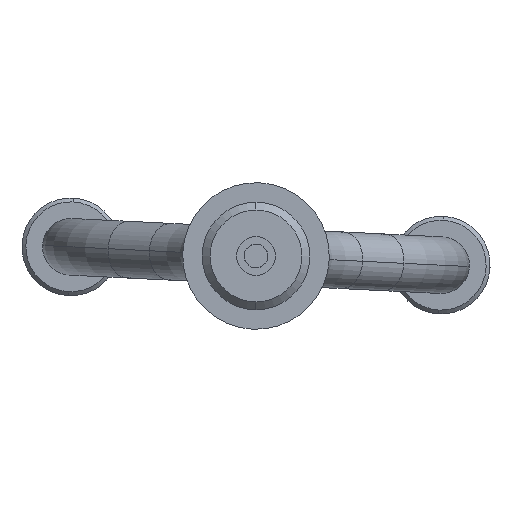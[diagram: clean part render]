
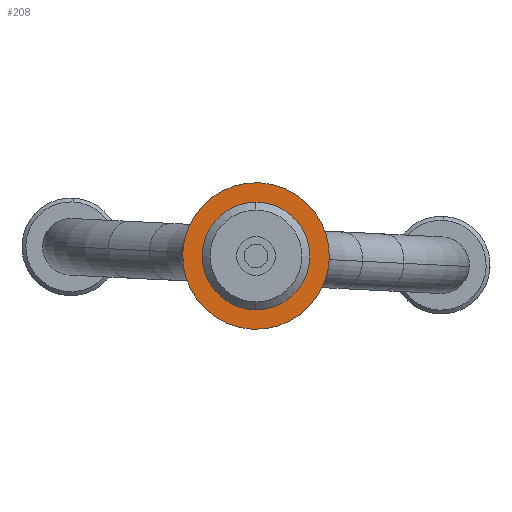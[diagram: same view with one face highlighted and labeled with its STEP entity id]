
A CAD part, left-side view. The second image highlights one B-rep face of the part: STEP entity #208.
In plain terms, the highlighted planar face has unit normal (-1, 0, 0).
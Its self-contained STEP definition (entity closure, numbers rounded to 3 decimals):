
#111 = CARTESIAN_POINT ( 'NONE',  ( 15., 0., 0. ) ) ;
#151 = DIRECTION ( 'NONE',  ( 1., 0., 0. ) ) ;
#208 = ADVANCED_FACE ( 'NONE', ( #1480, #1300 ), #1683, .F. ) ;
#323 = CARTESIAN_POINT ( 'NONE',  ( 15., 0., 0. ) ) ;
#409 = DIRECTION ( 'NONE',  ( 0., 0., -1. ) ) ;
#472 = DIRECTION ( 'NONE',  ( 1., 0., 0. ) ) ;
#482 = DIRECTION ( 'NONE',  ( 0., 0., -1. ) ) ;
#543 = VERTEX_POINT ( 'NONE', #1178 ) ;
#577 = ORIENTED_EDGE ( 'NONE', *, *, #1338, .F. ) ;
#591 = DIRECTION ( 'NONE',  ( 1., 0., 0. ) ) ;
#616 = CIRCLE ( 'NONE', #1050, 2.3 ) ;
#627 = AXIS2_PLACEMENT_3D ( 'NONE', #111, #1010, #409 ) ;
#635 = EDGE_CURVE ( 'NONE', #543, #1383, #1047, .T. ) ;
#675 = CARTESIAN_POINT ( 'NONE',  ( 15., 0., -3.75 ) ) ;
#714 = VERTEX_POINT ( 'NONE', #1830 ) ;
#750 = EDGE_CURVE ( 'NONE', #1383, #543, #616, .T. ) ;
#759 = ORIENTED_EDGE ( 'NONE', *, *, #750, .T. ) ;
#792 = DIRECTION ( 'NONE',  ( 0., 0., -1. ) ) ;
#802 = CARTESIAN_POINT ( 'NONE',  ( 15., 0., 0. ) ) ;
#821 = AXIS2_PLACEMENT_3D ( 'NONE', #1827, #151, #1200 ) ;
#933 = DIRECTION ( 'NONE',  ( 1., 0., 0. ) ) ;
#934 = ORIENTED_EDGE ( 'NONE', *, *, #635, .T. ) ;
#987 = EDGE_LOOP ( 'NONE', ( #759, #934 ) ) ;
#1010 = DIRECTION ( 'NONE',  ( 1., 0., 0. ) ) ;
#1045 = AXIS2_PLACEMENT_3D ( 'NONE', #323, #591, #792 ) ;
#1047 = CIRCLE ( 'NONE', #627, 2.3 ) ;
#1050 = AXIS2_PLACEMENT_3D ( 'NONE', #1359, #472, #482 ) ;
#1078 = AXIS2_PLACEMENT_3D ( 'NONE', #802, #933, #1836 ) ;
#1108 = VERTEX_POINT ( 'NONE', #675 ) ;
#1115 = CARTESIAN_POINT ( 'NONE',  ( 15., 0., 2.3 ) ) ;
#1178 = CARTESIAN_POINT ( 'NONE',  ( 15., 0., -2.3 ) ) ;
#1200 = DIRECTION ( 'NONE',  ( 0., 0., -1. ) ) ;
#1212 = EDGE_LOOP ( 'NONE', ( #577, #1708 ) ) ;
#1254 = CIRCLE ( 'NONE', #821, 3.75 ) ;
#1300 = FACE_OUTER_BOUND ( 'NONE', #1212, .T. ) ;
#1338 = EDGE_CURVE ( 'NONE', #714, #1108, #1752, .T. ) ;
#1359 = CARTESIAN_POINT ( 'NONE',  ( 15., 0., 0. ) ) ;
#1383 = VERTEX_POINT ( 'NONE', #1115 ) ;
#1480 = FACE_BOUND ( 'NONE', #987, .T. ) ;
#1566 = EDGE_CURVE ( 'NONE', #1108, #714, #1254, .T. ) ;
#1683 = PLANE ( 'NONE',  #1078 ) ;
#1708 = ORIENTED_EDGE ( 'NONE', *, *, #1566, .F. ) ;
#1752 = CIRCLE ( 'NONE', #1045, 3.75 ) ;
#1827 = CARTESIAN_POINT ( 'NONE',  ( 15., 0., 0. ) ) ;
#1830 = CARTESIAN_POINT ( 'NONE',  ( 15., 0., 3.75 ) ) ;
#1836 = DIRECTION ( 'NONE',  ( 0., 0., -1. ) ) ;
